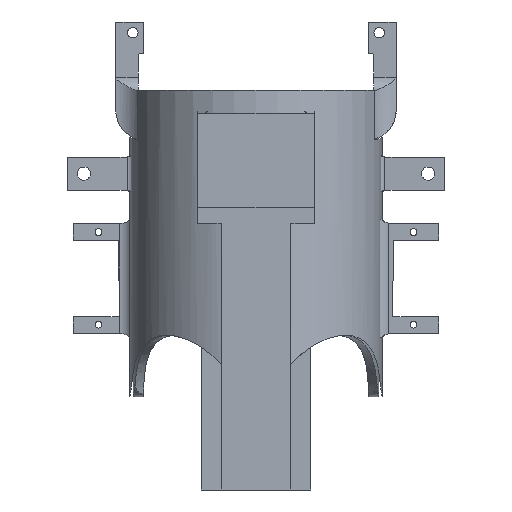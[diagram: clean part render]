
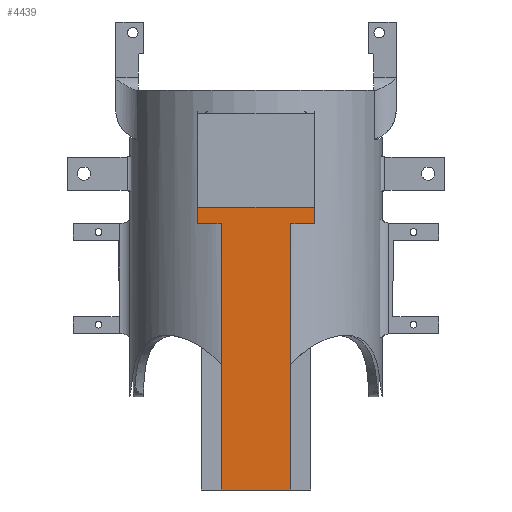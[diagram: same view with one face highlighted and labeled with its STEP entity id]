
A CAD part, front view. The second image highlights one B-rep face of the part: STEP entity #4439.
In plain terms, the highlighted planar face has unit normal (0, -1, 0).
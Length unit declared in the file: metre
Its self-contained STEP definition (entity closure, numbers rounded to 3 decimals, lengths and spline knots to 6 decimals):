
#313=LINE('',#6347,#655);
#318=LINE('',#6359,#660);
#320=LINE('',#6362,#662);
#321=LINE('',#6364,#663);
#322=LINE('',#6366,#664);
#323=LINE('',#6368,#665);
#324=LINE('',#6370,#666);
#325=LINE('',#6372,#667);
#655=VECTOR('',#5184,1.);
#660=VECTOR('',#5191,1.);
#662=VECTOR('',#5195,1.);
#663=VECTOR('',#5196,1.);
#664=VECTOR('',#5197,1.);
#665=VECTOR('',#5198,1.);
#666=VECTOR('',#5199,1.);
#667=VECTOR('',#5200,1.);
#1038=ORIENTED_EDGE('',*,*,#2315,.T.);
#1039=ORIENTED_EDGE('',*,*,#2316,.F.);
#1040=ORIENTED_EDGE('',*,*,#2317,.F.);
#1041=ORIENTED_EDGE('',*,*,#2318,.F.);
#1042=ORIENTED_EDGE('',*,*,#2319,.F.);
#1043=ORIENTED_EDGE('',*,*,#2320,.T.);
#1044=ORIENTED_EDGE('',*,*,#2308,.F.);
#1045=ORIENTED_EDGE('',*,*,#2313,.T.);
#2308=EDGE_CURVE('',#2961,#2962,#313,.T.);
#2313=EDGE_CURVE('',#2961,#2966,#318,.T.);
#2315=EDGE_CURVE('',#2966,#2967,#320,.T.);
#2316=EDGE_CURVE('',#2968,#2967,#321,.T.);
#2317=EDGE_CURVE('',#2969,#2968,#322,.T.);
#2318=EDGE_CURVE('',#2970,#2969,#323,.T.);
#2319=EDGE_CURVE('',#2971,#2970,#324,.T.);
#2320=EDGE_CURVE('',#2971,#2962,#325,.T.);
#2961=VERTEX_POINT('',#6348);
#2962=VERTEX_POINT('',#6349);
#2966=VERTEX_POINT('',#6358);
#2967=VERTEX_POINT('',#6363);
#2968=VERTEX_POINT('',#6365);
#2969=VERTEX_POINT('',#6367);
#2970=VERTEX_POINT('',#6369);
#2971=VERTEX_POINT('',#6371);
#3598=EDGE_LOOP('',(#1038,#1039,#1040,#1041,#1042,#1043,#1044,#1045));
#3961=FACE_BOUND('',#3598,.T.);
#4315=PLANE('',#4731);
#4439=ADVANCED_FACE('',(#3961),#4315,.F.);
#4731=AXIS2_PLACEMENT_3D('',#6361,#5193,#5194);
#5184=DIRECTION('',(-1.,0.,0.));
#5191=DIRECTION('',(0.,0.,1.));
#5193=DIRECTION('',(0.,1.,0.));
#5194=DIRECTION('',(0.,0.,1.));
#5195=DIRECTION('',(-1.,0.,0.));
#5196=DIRECTION('',(0.,0.,1.));
#5197=DIRECTION('',(-1.,0.,0.));
#5198=DIRECTION('',(0.,0.,1.));
#5199=DIRECTION('',(-1.,0.,0.));
#5200=DIRECTION('',(0.,0.,1.));
#6347=CARTESIAN_POINT('',(0.,-0.069193,-0.037993));
#6348=CARTESIAN_POINT('',(0.0175,-0.069193,-0.037993));
#6349=CARTESIAN_POINT('',(0.0105,-0.069193,-0.037993));
#6358=CARTESIAN_POINT('',(0.0175,-0.069193,-0.032993));
#6359=CARTESIAN_POINT('',(0.0175,-0.069193,-0.037993));
#6361=CARTESIAN_POINT('',(0.,-0.069193,-0.037993));
#6362=CARTESIAN_POINT('',(0.,-0.069193,-0.032993));
#6363=CARTESIAN_POINT('',(-0.0175,-0.069193,-0.032993));
#6364=CARTESIAN_POINT('',(-0.0175,-0.069193,-0.037993));
#6365=CARTESIAN_POINT('',(-0.0175,-0.069193,-0.037993));
#6366=CARTESIAN_POINT('',(0.,-0.069193,-0.037993));
#6367=CARTESIAN_POINT('',(-0.0105,-0.069193,-0.037993));
#6368=CARTESIAN_POINT('',(-0.0105,-0.069193,-0.117993));
#6369=CARTESIAN_POINT('',(-0.0105,-0.069193,-0.117993));
#6370=CARTESIAN_POINT('',(0.,-0.069193,-0.117993));
#6371=CARTESIAN_POINT('',(0.0105,-0.069193,-0.117993));
#6372=CARTESIAN_POINT('',(0.0105,-0.069193,-0.117993));
